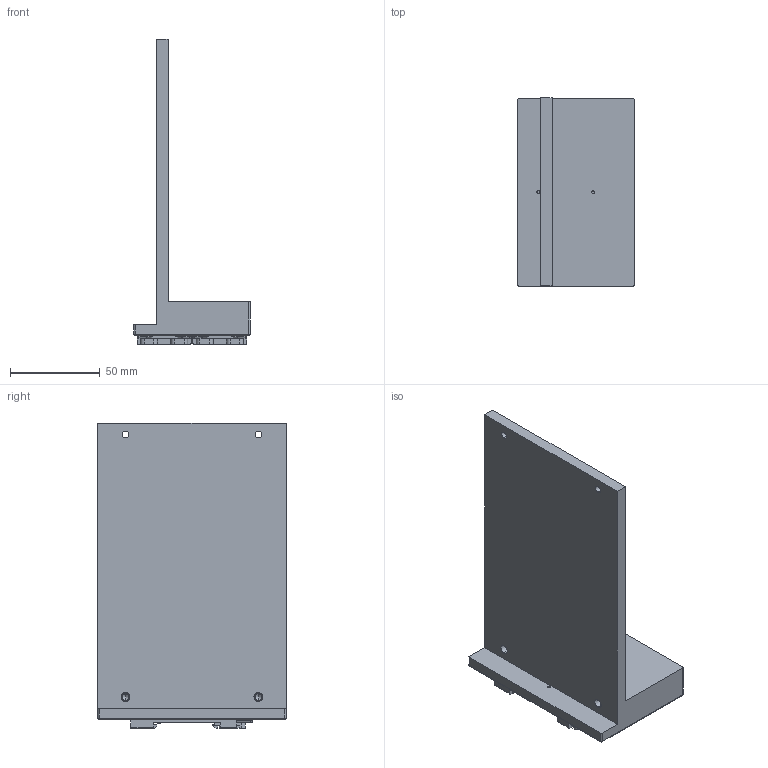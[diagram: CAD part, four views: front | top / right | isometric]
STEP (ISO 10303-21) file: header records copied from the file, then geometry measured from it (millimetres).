
FILE_DESCRIPTION((''),'2;1');
FILE_NAME('155391_SW','2011-05-05T',('banengservice'),('BANNER ENGINEERING'),'PRO/ENGINEER BY PARAMETRIC TECHNOLOGY CORPORATION, 2009141','PRO/ENGINEER BY PARAMETRIC TECHNOLOGY CORPORATION, 2009141','');
FILE_SCHEMA(('CONFIG_CONTROL_DESIGN'));
Length unit declared in the file: inch
Products named in the file (1): 155391_SW
Bounding box: 64.77 x 104.65 x 170.14 mm (x, y, z)
Volume: 208578.5 mm3; surface area: 66386.4 mm2
Topology: 1 solids, 1 shells, 722 faces, 1960 edges, 1238 vertices
Faces by surface type: plane 510, cylinder 176, cone 20, sphere 8, torus 8
Entity records: 22962 total; most frequent: CARTESIAN_POINT 4514, ORIENTED_EDGE 3912, DIRECTION 3764, EDGE_CURVE 1956, VECTOR 1520, LINE 1520, VERTEX_POINT 1238, AXIS2_PLACEMENT_3D 1122
